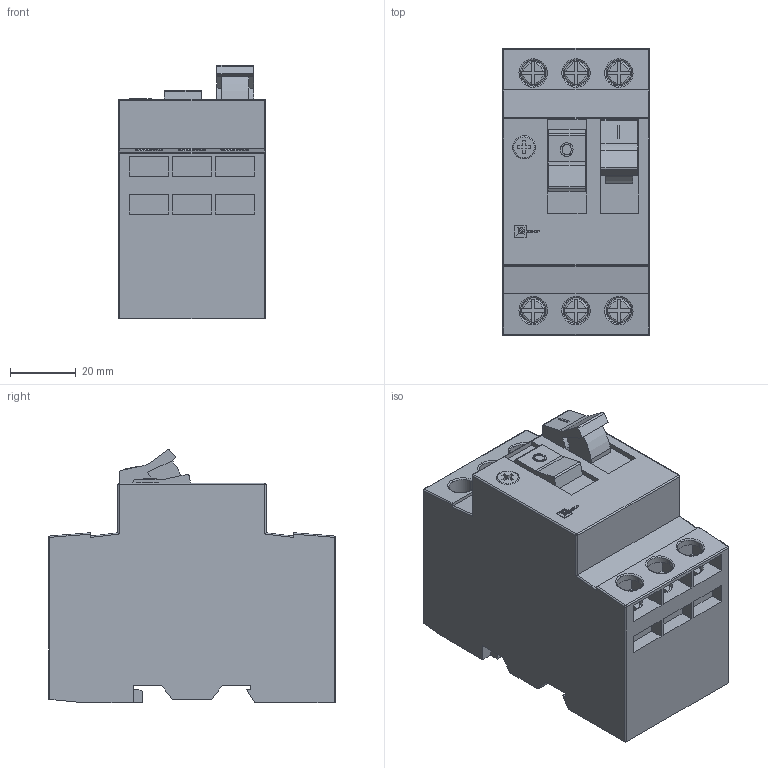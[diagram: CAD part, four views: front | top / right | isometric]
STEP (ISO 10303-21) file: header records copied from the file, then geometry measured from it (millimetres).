
FILE_DESCRIPTION (( 'STEP AP203' ), '1' );
FILE_NAME ('Àâòîìàò ïóñêà äâèãàòåëÿ ÀÏÄ-32 (apd2-13-18).STEP', '2018-09-04T05:51:39', ( '' ), ( '' ), 'SwSTEP 2.0', 'SolidWorks 2017', '' );
FILE_SCHEMA (( 'CONFIG_CONTROL_DESIGN' ));
Length unit declared in the file: millimetre
Products named in the file (1): Àâòîìàò ïóñêà äâèãàòåëÿ ÀÏÄ-32 (apd2-13-18)
Bounding box: 44.5 x 87 x 76.8 mm (x, y, z)
Volume: 217916.3 mm3; surface area: 29091.2 mm2
Topology: 1 solids, 1 shells, 418 faces, 1110 edges, 724 vertices
Faces by surface type: plane 265, cylinder 81, bspline 38, torus 26, sphere 8
Entity records: 14497 total; most frequent: CARTESIAN_POINT 4325, ORIENTED_EDGE 2204, DIRECTION 1932, EDGE_CURVE 1102, LINE 726, VECTOR 726, VERTEX_POINT 724, AXIS2_PLACEMENT_3D 603
